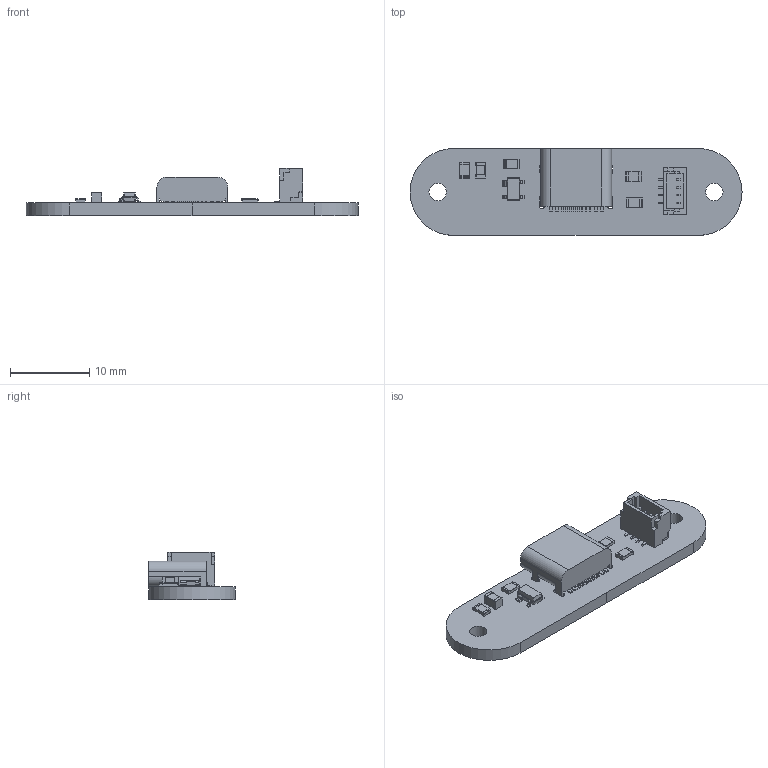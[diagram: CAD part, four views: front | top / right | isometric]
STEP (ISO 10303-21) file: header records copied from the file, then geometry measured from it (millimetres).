
FILE_DESCRIPTION(('KiCad electronic assembly'),'2;1');
FILE_NAME('kb-db.step','2022-01-21T18:06:55',('An Author'),('A Company') ,'Open CASCADE STEP processor 7.3','KiCad to STEP converter','Unknown' );
FILE_SCHEMA(('AUTOMOTIVE_DESIGN { 1 0 10303 214 1 1 1 1 }'));
Length unit declared in the file: millimetre
Products named in the file (14): Open CASCADE STEP translator 7.3 1; JST_-_BM04B-SRSS-TBLFSN; SOLID; C_0805_2012Metric; HRO__TYPE-C-31-M-12; R_0805_2012Metric; Fuse_0805_2012Metric; SOT-143; COMPOUND
Assembly tree (15 placements, depth 3):
  Open CASCADE STEP translator 7.3 1
    JST_-_BM04B-SRSS-TBLFSN
      SOLID
    C_0805_2012Metric
      SOLID
    HRO__TYPE-C-31-M-12
      SOLID
    R_0805_2012Metric  x3
      SOLID
    Fuse_0805_2012Metric
      SOLID
    SOT-143
      SOLID
    COMPOUND
Bounding box: 42 x 11 x 5.95 mm (x, y, z)
Volume: 833.6 mm3; surface area: 1728.5 mm2
Topology: 9 solids, 9 shells, 483 faces, 1282 edges, 828 vertices
Faces by surface type: plane 349, cylinder 96, bspline 28, cone 10
Full cylindrical faces by diameter (mm): 0.5 x2, 0.65 x2, 2.2 x2
Entity records: 30451 total; most frequent: CARTESIAN_POINT 5309, DIRECTION 4290, LINE 2996, VECTOR 2996, ORIENTED_EDGE 2292, PCURVE 2292, DEFINITIONAL_REPRESENTATION 2292, EDGE_CURVE 1146
